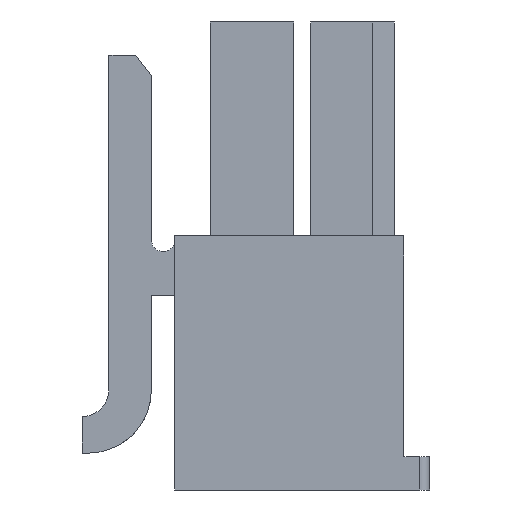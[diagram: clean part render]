
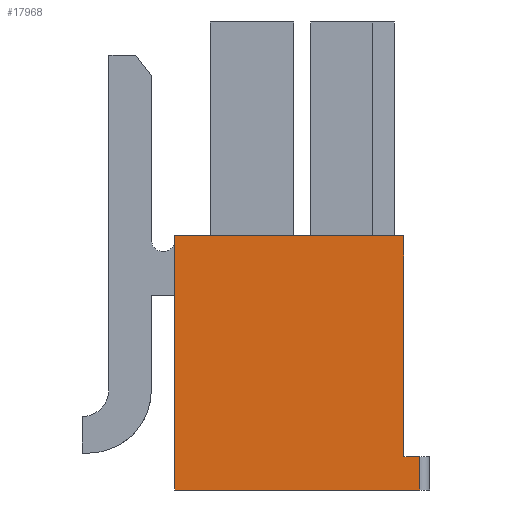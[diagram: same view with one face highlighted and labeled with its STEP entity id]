
A CAD part, front view. The second image highlights one B-rep face of the part: STEP entity #17968.
In plain terms, the highlighted planar face has unit normal (0, -1, 0).
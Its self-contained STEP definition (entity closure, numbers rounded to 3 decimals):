
#383=PLANE('',#18963);
#2742=LINE('',#27591,#5298);
#2861=LINE('',#27827,#5417);
#2872=LINE('',#27853,#5428);
#2873=LINE('',#27855,#5429);
#2874=LINE('',#27857,#5430);
#2875=LINE('',#27859,#5431);
#5298=VECTOR('',#22056,1000.);
#5417=VECTOR('',#22177,1000.);
#5428=VECTOR('',#22198,1000.);
#5429=VECTOR('',#22201,1000.);
#5430=VECTOR('',#22202,1000.);
#5431=VECTOR('',#22203,1000.);
#8614=ORIENTED_EDGE('',*,*,#12996,.F.);
#8615=ORIENTED_EDGE('',*,*,#13128,.F.);
#8616=ORIENTED_EDGE('',*,*,#13129,.T.);
#8617=ORIENTED_EDGE('',*,*,#13130,.F.);
#8618=ORIENTED_EDGE('',*,*,#13131,.T.);
#8619=ORIENTED_EDGE('',*,*,#13115,.F.);
#12996=EDGE_CURVE('',#15169,#15170,#2742,.T.);
#13115=EDGE_CURVE('',#15170,#15286,#2861,.T.);
#13128=EDGE_CURVE('',#15295,#15169,#2872,.T.);
#13129=EDGE_CURVE('',#15295,#15296,#2873,.F.);
#13130=EDGE_CURVE('',#15297,#15296,#2874,.T.);
#13131=EDGE_CURVE('',#15297,#15286,#2875,.T.);
#15169=VERTEX_POINT('',#27590);
#15170=VERTEX_POINT('',#27592);
#15286=VERTEX_POINT('',#27828);
#15295=VERTEX_POINT('',#27852);
#15296=VERTEX_POINT('',#27856);
#15297=VERTEX_POINT('',#27858);
#15920=EDGE_LOOP('',(#8614,#8615,#8616,#8617,#8618,#8619));
#16986=FACE_BOUND('',#15920,.T.);
#17968=ADVANCED_FACE('',(#16986),#383,.F.);
#18963=AXIS2_PLACEMENT_3D('',#27854,#22199,#22200);
#22056=DIRECTION('',(0.,0.,1.));
#22177=DIRECTION('',(1.,0.,0.));
#22198=DIRECTION('',(-1.,0.,0.));
#22199=DIRECTION('',(0.,1.,0.));
#22200=DIRECTION('',(0.,0.,1.));
#22201=DIRECTION('',(0.,0.,-1.));
#22202=DIRECTION('',(1.,0.,0.));
#22203=DIRECTION('',(0.,0.,1.));
#27590=CARTESIAN_POINT('',(-3.815,-16.925,-3.8));
#27591=CARTESIAN_POINT('',(-3.815,-16.925,-3.8));
#27592=CARTESIAN_POINT('',(-3.815,-16.925,3.8));
#27827=CARTESIAN_POINT('',(-3.815,-16.925,3.8));
#27828=CARTESIAN_POINT('',(3.04,-16.925,3.8));
#27852=CARTESIAN_POINT('',(3.515,-16.925,-3.8));
#27853=CARTESIAN_POINT('',(3.815,-16.925,-3.8));
#27854=CARTESIAN_POINT('',(0.,-16.925,0.));
#27855=CARTESIAN_POINT('',(3.515,-16.925,-2.8));
#27856=CARTESIAN_POINT('',(3.515,-16.925,-2.8));
#27857=CARTESIAN_POINT('',(0.,-16.925,-2.8));
#27858=CARTESIAN_POINT('',(3.04,-16.925,-2.8));
#27859=CARTESIAN_POINT('',(3.04,-16.925,-2.8));
